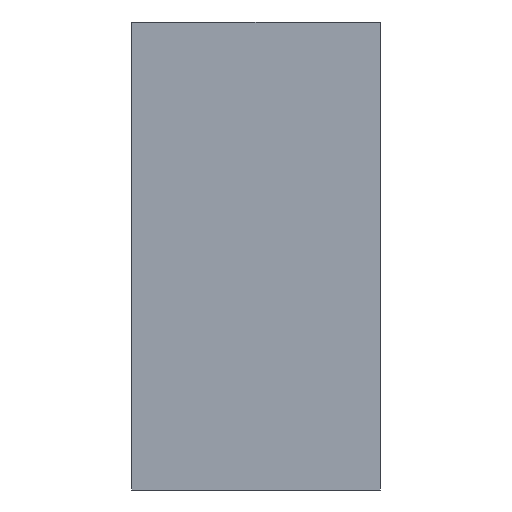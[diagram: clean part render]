
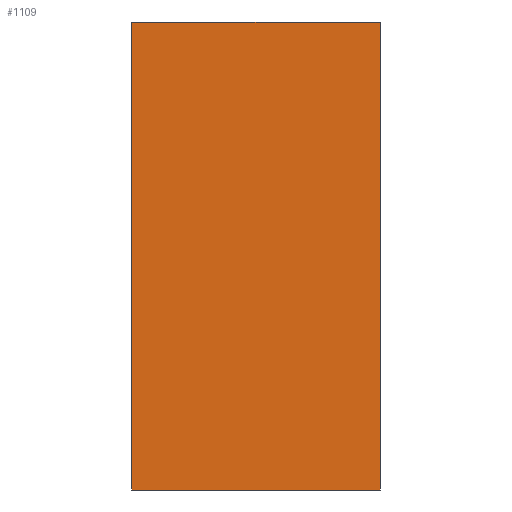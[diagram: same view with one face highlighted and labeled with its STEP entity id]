
A CAD part, left-side view. The second image highlights one B-rep face of the part: STEP entity #1109.
In plain terms, the highlighted planar face has unit normal (-1, 0, 0).
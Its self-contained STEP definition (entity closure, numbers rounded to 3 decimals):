
#26 = DIRECTION ( 'NONE',  ( 0., 0., -1. ) ) ;
#66 = CARTESIAN_POINT ( 'NONE',  ( -13.65, 10.1, 9.5 ) ) ;
#67 = FACE_OUTER_BOUND ( 'NONE', #955, .T. ) ;
#76 = PLANE ( 'NONE',  #973 ) ;
#135 = VERTEX_POINT ( 'NONE', #787 ) ;
#150 = CARTESIAN_POINT ( 'NONE',  ( -13.65, 10.1, 0. ) ) ;
#241 = CARTESIAN_POINT ( 'NONE',  ( -13.65, 0., -9.5 ) ) ;
#262 = VECTOR ( 'NONE', #1114, 1000. ) ;
#318 = LINE ( 'NONE', #704, #593 ) ;
#417 = DIRECTION ( 'NONE',  ( 1., 0., 0. ) ) ;
#451 = VECTOR ( 'NONE', #551, 1000. ) ;
#485 = LINE ( 'NONE', #870, #1107 ) ;
#527 = VERTEX_POINT ( 'NONE', #241 ) ;
#543 = LINE ( 'NONE', #66, #262 ) ;
#551 = DIRECTION ( 'NONE',  ( 0., -1., 0. ) ) ;
#590 = DIRECTION ( 'NONE',  ( 0., 0., 1. ) ) ;
#593 = VECTOR ( 'NONE', #26, 1000. ) ;
#601 = EDGE_CURVE ( 'NONE', #739, #135, #318, .T. ) ;
#704 = CARTESIAN_POINT ( 'NONE',  ( -13.65, 10.1, 0. ) ) ;
#724 = EDGE_CURVE ( 'NONE', #862, #527, #485, .T. ) ;
#739 = VERTEX_POINT ( 'NONE', #891 ) ;
#774 = LINE ( 'NONE', #1070, #451 ) ;
#782 = DIRECTION ( 'NONE',  ( 0., 0., -1. ) ) ;
#787 = CARTESIAN_POINT ( 'NONE',  ( -13.65, 10.1, -9.5 ) ) ;
#800 = EDGE_CURVE ( 'NONE', #135, #527, #774, .T. ) ;
#835 = ORIENTED_EDGE ( 'NONE', *, *, #800, .T. ) ;
#844 = ORIENTED_EDGE ( 'NONE', *, *, #601, .T. ) ;
#862 = VERTEX_POINT ( 'NONE', #1012 ) ;
#870 = CARTESIAN_POINT ( 'NONE',  ( -13.65, 0., 0. ) ) ;
#891 = CARTESIAN_POINT ( 'NONE',  ( -13.65, 10.1, 9.5 ) ) ;
#902 = ORIENTED_EDGE ( 'NONE', *, *, #724, .F. ) ;
#955 = EDGE_LOOP ( 'NONE', ( #902, #1042, #844, #835 ) ) ;
#973 = AXIS2_PLACEMENT_3D ( 'NONE', #150, #417, #590 ) ;
#1012 = CARTESIAN_POINT ( 'NONE',  ( -13.65, 0., 9.5 ) ) ;
#1042 = ORIENTED_EDGE ( 'NONE', *, *, #1098, .F. ) ;
#1070 = CARTESIAN_POINT ( 'NONE',  ( -13.65, 10.1, -9.5 ) ) ;
#1098 = EDGE_CURVE ( 'NONE', #739, #862, #543, .T. ) ;
#1107 = VECTOR ( 'NONE', #782, 1000. ) ;
#1109 = ADVANCED_FACE ( 'NONE', ( #67 ), #76, .F. ) ;
#1114 = DIRECTION ( 'NONE',  ( 0., -1., 0. ) ) ;
